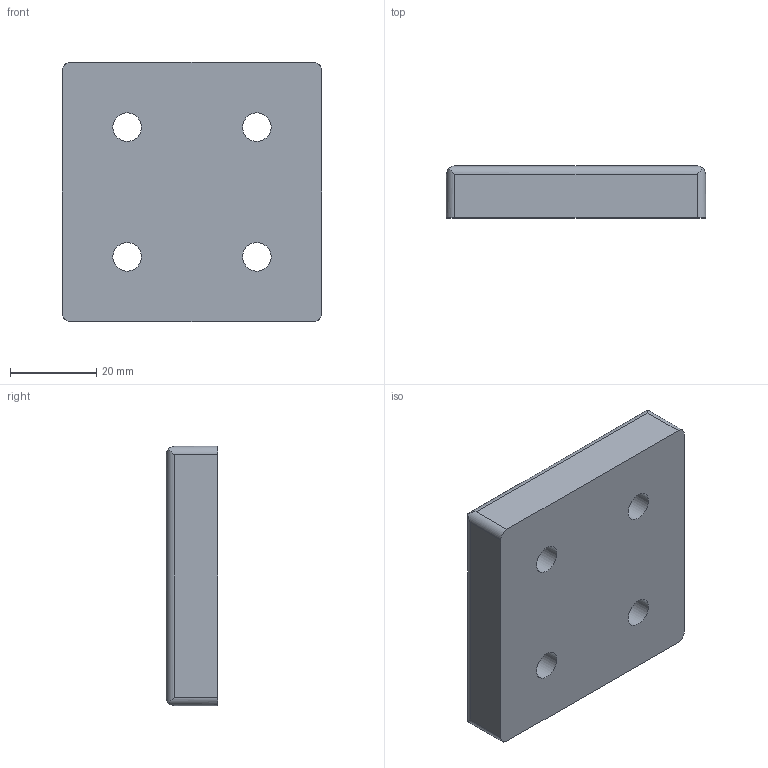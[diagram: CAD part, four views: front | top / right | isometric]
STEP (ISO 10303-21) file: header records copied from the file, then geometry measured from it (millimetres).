
FILE_DESCRIPTION( ( 'STEP AP214' ), '1' );
FILE_NAME( 'K1057.0660601081.stp', '2020-12-10T09:38:04', ( '' ), ( '' ), ' ', 'PARTsolutions', ' ' );
FILE_SCHEMA( ( 'AUTOMOTIVE_DESIGN { 1 0 10303 214 1 1 1 1 }' ) );
Length unit declared in the file: millimetre
Products named in the file (1): _K1057.0660601081
Bounding box: 60 x 12 x 60 mm (x, y, z)
Volume: 39663.6 mm3; surface area: 10927.6 mm2
Topology: 1 solids, 1 shells, 26 faces, 60 edges, 40 vertices
Faces by surface type: cylinder 16, plane 10
Full cylindrical faces by diameter (mm): 6.6 x4, 11 x4
Entity records: 956 total; most frequent: DIRECTION 138, CARTESIAN_POINT 119, ORIENTED_EDGE 104, AXIS2_PLACEMENT_3D 59, EDGE_CURVE 52, EDGE_LOOP 46, VERTEX_POINT 40, FACE_OUTER_BOUND 34
